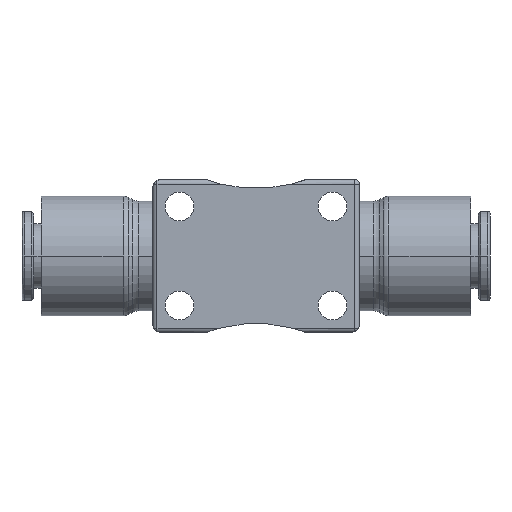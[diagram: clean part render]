
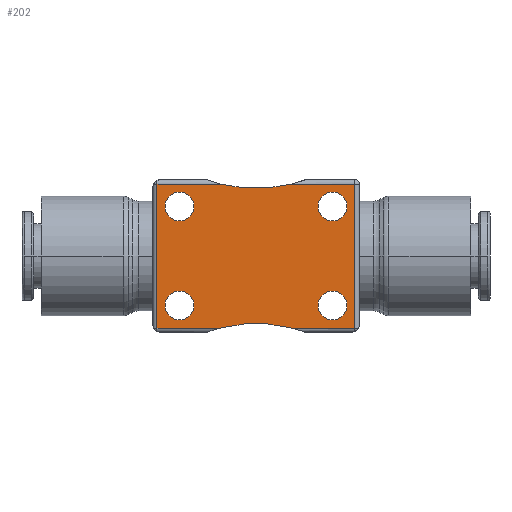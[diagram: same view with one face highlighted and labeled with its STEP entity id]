
A CAD part, front view. The second image highlights one B-rep face of the part: STEP entity #202.
In plain terms, the highlighted planar face has unit normal (0, -1, 0).
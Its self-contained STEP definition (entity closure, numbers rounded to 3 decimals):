
#202=ADVANCED_FACE('',(#530,#531,#532,#533,#534),#535,.F.);
#530=FACE_BOUND('',#864,.T.);
#531=FACE_BOUND('',#865,.T.);
#532=FACE_BOUND('',#866,.T.);
#533=FACE_BOUND('',#867,.T.);
#534=FACE_OUTER_BOUND('',#868,.T.);
#535=PLANE('',#869);
#864=EDGE_LOOP('',(#2123,#2124));
#865=EDGE_LOOP('',(#2125,#2126));
#866=EDGE_LOOP('',(#2127,#2128));
#867=EDGE_LOOP('',(#2129,#2130));
#868=EDGE_LOOP('',(#2131,#2132,#2133,#2134,#2135,#2136,#2137,#2138));
#869=AXIS2_PLACEMENT_3D('',#2139,#2140,#2141);
#2123=ORIENTED_EDGE('',*,*,#2282,.T.);
#2124=ORIENTED_EDGE('',*,*,#2390,.T.);
#2125=ORIENTED_EDGE('',*,*,#2302,.T.);
#2126=ORIENTED_EDGE('',*,*,#2343,.T.);
#2127=ORIENTED_EDGE('',*,*,#2290,.T.);
#2128=ORIENTED_EDGE('',*,*,#2373,.T.);
#2129=ORIENTED_EDGE('',*,*,#2298,.T.);
#2130=ORIENTED_EDGE('',*,*,#2358,.T.);
#2131=ORIENTED_EDGE('',*,*,#2499,.F.);
#2132=ORIENTED_EDGE('',*,*,#2548,.F.);
#2133=ORIENTED_EDGE('',*,*,#2536,.T.);
#2134=ORIENTED_EDGE('',*,*,#2537,.F.);
#2135=ORIENTED_EDGE('',*,*,#2488,.F.);
#2136=ORIENTED_EDGE('',*,*,#2550,.F.);
#2137=ORIENTED_EDGE('',*,*,#2552,.F.);
#2138=ORIENTED_EDGE('',*,*,#2531,.F.);
#2139=CARTESIAN_POINT('',(0.0,-8.4,0.0));
#2140=DIRECTION('',(0.0,1.0,-0.0));
#2141=DIRECTION('',(-0.0,0.0,1.0));
#2282=EDGE_CURVE('',#2794,#2798,#2800,.T.);
#2290=EDGE_CURVE('',#2802,#2814,#2816,.T.);
#2298=EDGE_CURVE('',#2818,#2830,#2832,.T.);
#2302=EDGE_CURVE('',#2834,#2838,#2840,.T.);
#2343=EDGE_CURVE('',#2838,#2834,#2907,.T.);
#2358=EDGE_CURVE('',#2830,#2818,#2930,.T.);
#2373=EDGE_CURVE('',#2814,#2802,#2954,.T.);
#2390=EDGE_CURVE('',#2798,#2794,#2983,.T.);
#2488=EDGE_CURVE('',#3111,#3113,#3114,.T.);
#2499=EDGE_CURVE('',#3130,#3132,#3133,.T.);
#2531=EDGE_CURVE('',#3132,#3181,#3182,.T.);
#2536=EDGE_CURVE('',#3184,#3187,#3189,.T.);
#2537=EDGE_CURVE('',#3113,#3187,#3190,.T.);
#2548=EDGE_CURVE('',#3184,#3130,#3204,.T.);
#2550=EDGE_CURVE('',#3199,#3111,#3206,.T.);
#2552=EDGE_CURVE('',#3181,#3199,#3208,.T.);
#2794=VERTEX_POINT('',#3550);
#2798=VERTEX_POINT('',#3555);
#2800=CIRCLE('',#3558,1.6);
#2802=VERTEX_POINT('',#3560);
#2814=VERTEX_POINT('',#3575);
#2816=CIRCLE('',#3578,1.6);
#2818=VERTEX_POINT('',#3580);
#2830=VERTEX_POINT('',#3595);
#2832=CIRCLE('',#3598,1.6);
#2834=VERTEX_POINT('',#3600);
#2838=VERTEX_POINT('',#3605);
#2840=CIRCLE('',#3608,1.6);
#2907=CIRCLE('',#3724,1.6);
#2930=CIRCLE('',#3756,1.6);
#2954=CIRCLE('',#3804,1.6);
#2983=CIRCLE('',#3862,1.6);
#3111=VERTEX_POINT('',#4357);
#3113=VERTEX_POINT('',#4377);
#3114=CIRCLE('',#4378,15.625);
#3130=VERTEX_POINT('',#4437);
#3132=VERTEX_POINT('',#4459);
#3133=CIRCLE('',#4460,15.625);
#3181=VERTEX_POINT('',#4707);
#3182=LINE('',#4708,#4709);
#3184=VERTEX_POINT('',#4711);
#3187=VERTEX_POINT('',#4714);
#3189=LINE('',#4716,#4717);
#3190=LINE('',#4718,#4719);
#3199=VERTEX_POINT('',#4728);
#3204=LINE('',#4735,#4736);
#3206=LINE('',#4739,#4740);
#3208=LINE('',#4743,#4744);
#3550=CARTESIAN_POINT('',(-6.9,-8.4,5.5));
#3555=CARTESIAN_POINT('',(-10.1,-8.4,5.5));
#3558=AXIS2_PLACEMENT_3D('',#5025,#5026,#5027);
#3560=CARTESIAN_POINT('',(10.1,-8.4,-5.5));
#3575=CARTESIAN_POINT('',(6.9,-8.4,-5.5));
#3578=AXIS2_PLACEMENT_3D('',#5041,#5042,#5043);
#3580=CARTESIAN_POINT('',(-6.9,-8.4,-5.5));
#3595=CARTESIAN_POINT('',(-10.1,-8.4,-5.5));
#3598=AXIS2_PLACEMENT_3D('',#5057,#5058,#5059);
#3600=CARTESIAN_POINT('',(10.1,-8.4,5.5));
#3605=CARTESIAN_POINT('',(6.9,-8.4,5.5));
#3608=AXIS2_PLACEMENT_3D('',#5065,#5066,#5067);
#3724=AXIS2_PLACEMENT_3D('',#5135,#5136,#5137);
#3756=AXIS2_PLACEMENT_3D('',#5162,#5163,#5164);
#3804=AXIS2_PLACEMENT_3D('',#5186,#5187,#5188);
#3862=AXIS2_PLACEMENT_3D('',#5212,#5213,#5214);
#4357=CARTESIAN_POINT('',(3.926,-8.4,-8.0));
#4377=CARTESIAN_POINT('',(-3.924,-8.4,-8.0));
#4378=AXIS2_PLACEMENT_3D('',#5393,#5394,#5395);
#4437=CARTESIAN_POINT('',(-3.916,-8.4,8.0));
#4459=CARTESIAN_POINT('',(3.918,-8.4,8.0));
#4460=AXIS2_PLACEMENT_3D('',#5405,#5406,#5407);
#4707=CARTESIAN_POINT('',(11.0,-8.4,8.0));
#4708=CARTESIAN_POINT('',(0.0,-8.4,8.0));
#4709=VECTOR('',#5435,1.0);
#4711=CARTESIAN_POINT('',(-11.0,-8.4,8.0));
#4714=CARTESIAN_POINT('',(-11.0,-8.4,-8.0));
#4716=CARTESIAN_POINT('',(-11.0,-8.4,0.0));
#4717=VECTOR('',#5448,1.0);
#4718=CARTESIAN_POINT('',(0.0,-8.4,-8.0));
#4719=VECTOR('',#5449,1.0);
#4728=CARTESIAN_POINT('',(11.0,-8.4,-8.0));
#4735=CARTESIAN_POINT('',(0.0,-8.4,8.0));
#4736=VECTOR('',#5476,1.0);
#4739=CARTESIAN_POINT('',(0.0,-8.4,-8.0));
#4740=VECTOR('',#5478,1.0);
#4743=CARTESIAN_POINT('',(11.0,-8.4,0.0));
#4744=VECTOR('',#5480,1.0);
#5025=CARTESIAN_POINT('',(-8.5,-8.4,5.5));
#5026=DIRECTION('',(0.0,1.0,-0.0));
#5027=DIRECTION('',(1.0,0.0,0.0));
#5041=CARTESIAN_POINT('',(8.5,-8.4,-5.5));
#5042=DIRECTION('',(0.0,1.0,-0.0));
#5043=DIRECTION('',(1.0,0.0,0.0));
#5057=CARTESIAN_POINT('',(-8.5,-8.4,-5.5));
#5058=DIRECTION('',(0.0,1.0,-0.0));
#5059=DIRECTION('',(1.0,0.0,0.0));
#5065=CARTESIAN_POINT('',(8.5,-8.4,5.5));
#5066=DIRECTION('',(0.0,1.0,-0.0));
#5067=DIRECTION('',(1.0,0.0,0.0));
#5135=CARTESIAN_POINT('',(8.5,-8.4,5.5));
#5136=DIRECTION('',(0.0,1.0,-0.0));
#5137=DIRECTION('',(1.0,0.0,0.0));
#5162=CARTESIAN_POINT('',(-8.5,-8.4,-5.5));
#5163=DIRECTION('',(0.0,1.0,-0.0));
#5164=DIRECTION('',(1.0,0.0,0.0));
#5186=CARTESIAN_POINT('',(8.5,-8.4,-5.5));
#5187=DIRECTION('',(0.0,1.0,-0.0));
#5188=DIRECTION('',(1.0,0.0,0.0));
#5212=CARTESIAN_POINT('',(-8.5,-8.4,5.5));
#5213=DIRECTION('',(0.0,1.0,-0.0));
#5214=DIRECTION('',(1.0,0.0,0.0));
#5393=CARTESIAN_POINT('',(0.001,-8.4,-23.124));
#5394=DIRECTION('',(0.0,-1.0,0.0));
#5395=DIRECTION('',(1.0,0.0,0.0));
#5405=CARTESIAN_POINT('',(0.001,-8.4,23.126));
#5406=DIRECTION('',(0.0,-1.0,0.0));
#5407=DIRECTION('',(1.0,0.0,0.0));
#5435=DIRECTION('',(1.0,0.0,0.0));
#5448=DIRECTION('',(0.0,0.0,-1.0));
#5449=DIRECTION('',(-1.0,0.0,0.0));
#5476=DIRECTION('',(1.0,0.0,0.0));
#5478=DIRECTION('',(-1.0,0.0,0.0));
#5480=DIRECTION('',(0.0,0.0,-1.0));
